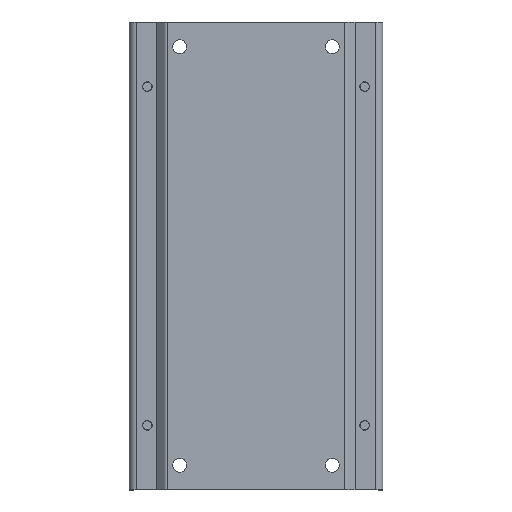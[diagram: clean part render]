
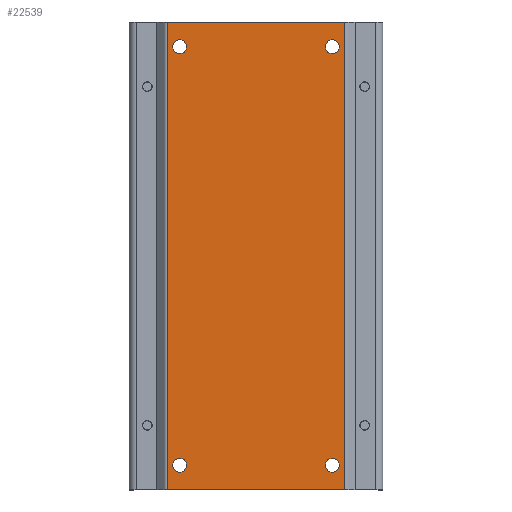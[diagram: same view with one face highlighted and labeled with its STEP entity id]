
A CAD part, front view. The second image highlights one B-rep face of the part: STEP entity #22539.
In plain terms, the highlighted planar face has unit normal (0, -1, 0).
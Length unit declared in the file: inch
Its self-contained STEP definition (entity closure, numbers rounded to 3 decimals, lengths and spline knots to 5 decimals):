
#155 = VERTEX_POINT ( 'NONE', #10408 ) ;
#200 = DIRECTION ( 'NONE',  ( 0., 0., 1. ) ) ;
#292 = ORIENTED_EDGE ( 'NONE', *, *, #3577, .F. ) ;
#520 = CIRCLE ( 'NONE', #42751, 0.09843 ) ;
#1252 = FACE_BOUND ( 'NONE', #28810, .T. ) ;
#1507 = VECTOR ( 'NONE', #32580, 39.37008 ) ;
#1670 = CARTESIAN_POINT ( 'NONE',  ( -2.90223, 0., 0.31496 ) ) ;
#2017 = DIRECTION ( 'NONE',  ( 0., 0., -1. ) ) ;
#2038 = AXIS2_PLACEMENT_3D ( 'NONE', #41316, #5490, #12902 ) ;
#2142 = CARTESIAN_POINT ( 'NONE',  ( 0., 0., -5.9252 ) ) ;
#2357 = DIRECTION ( 'NONE',  ( 0., 0., 1. ) ) ;
#2720 = PLANE ( 'NONE',  #42860 ) ;
#3577 = EDGE_CURVE ( 'NONE', #33200, #10442, #23104, .T. ) ;
#3608 = CARTESIAN_POINT ( 'NONE',  ( -0.71982, 0., -5.66929 ) ) ;
#5490 = DIRECTION ( 'NONE',  ( 0., 1., 0. ) ) ;
#6332 = CARTESIAN_POINT ( 'NONE',  ( -0.71982, 0., -5.47244 ) ) ;
#6479 = ORIENTED_EDGE ( 'NONE', *, *, #7541, .T. ) ;
#7259 = EDGE_CURVE ( 'NONE', #13435, #27443, #21414, .T. ) ;
#7541 = EDGE_CURVE ( 'NONE', #32741, #10442, #34302, .T. ) ;
#8098 = VERTEX_POINT ( 'NONE', #1670 ) ;
#8804 = ORIENTED_EDGE ( 'NONE', *, *, #27843, .F. ) ;
#9244 = CARTESIAN_POINT ( 'NONE',  ( -0.5397, 0., -5.9252 ) ) ;
#9524 = CARTESIAN_POINT ( 'NONE',  ( -0.71982, 0., 0.51181 ) ) ;
#9783 = ORIENTED_EDGE ( 'NONE', *, *, #32767, .T. ) ;
#9817 = CARTESIAN_POINT ( 'NONE',  ( -0.71982, 0., -5.57087 ) ) ;
#9992 = DIRECTION ( 'NONE',  ( 0., 0., -1. ) ) ;
#10202 = ORIENTED_EDGE ( 'NONE', *, *, #7259, .T. ) ;
#10408 = CARTESIAN_POINT ( 'NONE',  ( -2.90223, 0., -5.66929 ) ) ;
#10442 = VERTEX_POINT ( 'NONE', #40822 ) ;
#10466 = CARTESIAN_POINT ( 'NONE',  ( -0.71982, 0., 0.31496 ) ) ;
#11437 = DIRECTION ( 'NONE',  ( 0., -1., 0. ) ) ;
#11691 = LINE ( 'NONE', #28682, #1507 ) ;
#11776 = EDGE_LOOP ( 'NONE', ( #43514, #25447 ) ) ;
#12323 = CARTESIAN_POINT ( 'NONE',  ( -2.90223, 0., 0.41339 ) ) ;
#12548 = CIRCLE ( 'NONE', #38005, 0.09843 ) ;
#12902 = DIRECTION ( 'NONE',  ( 0., 0., -1. ) ) ;
#13308 = CARTESIAN_POINT ( 'NONE',  ( -2.90223, 0., -5.57087 ) ) ;
#13435 = VERTEX_POINT ( 'NONE', #9524 ) ;
#13458 = CARTESIAN_POINT ( 'NONE',  ( -0.5397, 0., -2.57874 ) ) ;
#14043 = EDGE_CURVE ( 'NONE', #33200, #22926, #23717, .T. ) ;
#14107 = VERTEX_POINT ( 'NONE', #6332 ) ;
#14865 = AXIS2_PLACEMENT_3D ( 'NONE', #38536, #41995, #2017 ) ;
#16805 = CARTESIAN_POINT ( 'NONE',  ( -3.08235, 0., -2.57874 ) ) ;
#17442 = CARTESIAN_POINT ( 'NONE',  ( -1.81102, 0., -2.57874 ) ) ;
#18747 = DIRECTION ( 'NONE',  ( -1., 0., 0. ) ) ;
#19764 = VERTEX_POINT ( 'NONE', #3608 ) ;
#20598 = ORIENTED_EDGE ( 'NONE', *, *, #39706, .F. ) ;
#20904 = ORIENTED_EDGE ( 'NONE', *, *, #22553, .F. ) ;
#21414 = CIRCLE ( 'NONE', #2038, 0.09843 ) ;
#21485 = VECTOR ( 'NONE', #2357, 39.37008 ) ;
#22055 = EDGE_LOOP ( 'NONE', ( #20904, #31855 ) ) ;
#22539 = ADVANCED_FACE ( 'NONE', ( #42490, #26661, #30064, #1252, #38569 ), #2720, .F. ) ;
#22553 = EDGE_CURVE ( 'NONE', #14107, #19764, #12548, .T. ) ;
#22926 = VERTEX_POINT ( 'NONE', #43868 ) ;
#23104 = LINE ( 'NONE', #2142, #33254 ) ;
#23499 = CARTESIAN_POINT ( 'NONE',  ( -2.90223, 0., -5.57087 ) ) ;
#23717 = LINE ( 'NONE', #13458, #21485 ) ;
#23998 = ORIENTED_EDGE ( 'NONE', *, *, #33553, .F. ) ;
#24094 = EDGE_LOOP ( 'NONE', ( #20598, #6479, #292, #39503 ) ) ;
#24405 = DIRECTION ( 'NONE',  ( 0., 0., 1. ) ) ;
#24638 = DIRECTION ( 'NONE',  ( 0., 0., 1. ) ) ;
#24717 = VECTOR ( 'NONE', #45669, 39.37008 ) ;
#25447 = ORIENTED_EDGE ( 'NONE', *, *, #30638, .T. ) ;
#25954 = AXIS2_PLACEMENT_3D ( 'NONE', #13308, #42015, #31229 ) ;
#26574 = VERTEX_POINT ( 'NONE', #36710 ) ;
#26661 = FACE_BOUND ( 'NONE', #31394, .T. ) ;
#27295 = EDGE_CURVE ( 'NONE', #19764, #14107, #520, .T. ) ;
#27443 = VERTEX_POINT ( 'NONE', #10466 ) ;
#27663 = DIRECTION ( 'NONE',  ( 0., 0., 1. ) ) ;
#27843 = EDGE_CURVE ( 'NONE', #8098, #26574, #44622, .T. ) ;
#27925 = AXIS2_PLACEMENT_3D ( 'NONE', #29398, #11437, #200 ) ;
#28682 = CARTESIAN_POINT ( 'NONE',  ( -3.62205, 0., 0.76772 ) ) ;
#28810 = EDGE_LOOP ( 'NONE', ( #23998, #8804 ) ) ;
#29136 = CIRCLE ( 'NONE', #14865, 0.09843 ) ;
#29398 = CARTESIAN_POINT ( 'NONE',  ( -2.90223, 0., 0.41339 ) ) ;
#30064 = FACE_BOUND ( 'NONE', #22055, .T. ) ;
#30638 = EDGE_CURVE ( 'NONE', #41171, #155, #33462, .T. ) ;
#31229 = DIRECTION ( 'NONE',  ( 0., 0., -1. ) ) ;
#31394 = EDGE_LOOP ( 'NONE', ( #9783, #10202 ) ) ;
#31855 = ORIENTED_EDGE ( 'NONE', *, *, #27295, .F. ) ;
#32580 = DIRECTION ( 'NONE',  ( 1., 0., 0. ) ) ;
#32741 = VERTEX_POINT ( 'NONE', #42149 ) ;
#32767 = EDGE_CURVE ( 'NONE', #27443, #13435, #29136, .T. ) ;
#33200 = VERTEX_POINT ( 'NONE', #9244 ) ;
#33254 = VECTOR ( 'NONE', #18747, 39.37008 ) ;
#33462 = CIRCLE ( 'NONE', #36855, 0.09843 ) ;
#33553 = EDGE_CURVE ( 'NONE', #26574, #8098, #34800, .T. ) ;
#34302 = LINE ( 'NONE', #16805, #24717 ) ;
#34800 = CIRCLE ( 'NONE', #27925, 0.09843 ) ;
#34897 = CARTESIAN_POINT ( 'NONE',  ( -0.71982, 0., -5.57087 ) ) ;
#35216 = DIRECTION ( 'NONE',  ( 0., -1., 0. ) ) ;
#36710 = CARTESIAN_POINT ( 'NONE',  ( -2.90223, 0., 0.51181 ) ) ;
#36855 = AXIS2_PLACEMENT_3D ( 'NONE', #23499, #45184, #38244 ) ;
#38005 = AXIS2_PLACEMENT_3D ( 'NONE', #34897, #35216, #24638 ) ;
#38244 = DIRECTION ( 'NONE',  ( 0., 0., -1. ) ) ;
#38369 = DIRECTION ( 'NONE',  ( 0., -1., 0. ) ) ;
#38536 = CARTESIAN_POINT ( 'NONE',  ( -0.71982, 0., 0.41339 ) ) ;
#38569 = FACE_OUTER_BOUND ( 'NONE', #24094, .T. ) ;
#39503 = ORIENTED_EDGE ( 'NONE', *, *, #14043, .T. ) ;
#39706 = EDGE_CURVE ( 'NONE', #32741, #22926, #11691, .T. ) ;
#40822 = CARTESIAN_POINT ( 'NONE',  ( -3.08235, 0., -5.9252 ) ) ;
#41171 = VERTEX_POINT ( 'NONE', #42906 ) ;
#41316 = CARTESIAN_POINT ( 'NONE',  ( -0.71982, 0., 0.41339 ) ) ;
#41724 = DIRECTION ( 'NONE',  ( 0., -1., 0. ) ) ;
#41995 = DIRECTION ( 'NONE',  ( 0., 1., 0. ) ) ;
#42015 = DIRECTION ( 'NONE',  ( 0., 1., 0. ) ) ;
#42149 = CARTESIAN_POINT ( 'NONE',  ( -3.08235, 0., 0.76772 ) ) ;
#42224 = EDGE_CURVE ( 'NONE', #155, #41171, #45667, .T. ) ;
#42490 = FACE_BOUND ( 'NONE', #11776, .T. ) ;
#42688 = DIRECTION ( 'NONE',  ( 0., 1., 0. ) ) ;
#42751 = AXIS2_PLACEMENT_3D ( 'NONE', #9817, #41724, #27663 ) ;
#42860 = AXIS2_PLACEMENT_3D ( 'NONE', #17442, #42688, #9992 ) ;
#42906 = CARTESIAN_POINT ( 'NONE',  ( -2.90223, 0., -5.47244 ) ) ;
#43514 = ORIENTED_EDGE ( 'NONE', *, *, #42224, .T. ) ;
#43868 = CARTESIAN_POINT ( 'NONE',  ( -0.5397, 0., 0.76772 ) ) ;
#44004 = AXIS2_PLACEMENT_3D ( 'NONE', #12323, #38369, #24405 ) ;
#44622 = CIRCLE ( 'NONE', #44004, 0.09843 ) ;
#45184 = DIRECTION ( 'NONE',  ( 0., 1., 0. ) ) ;
#45667 = CIRCLE ( 'NONE', #25954, 0.09843 ) ;
#45669 = DIRECTION ( 'NONE',  ( 0., 0., -1. ) ) ;
